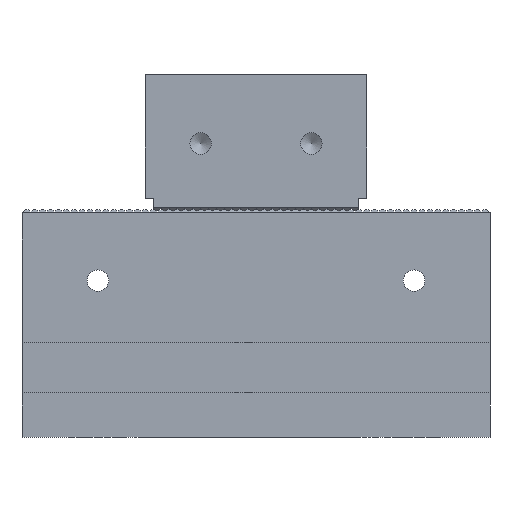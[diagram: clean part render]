
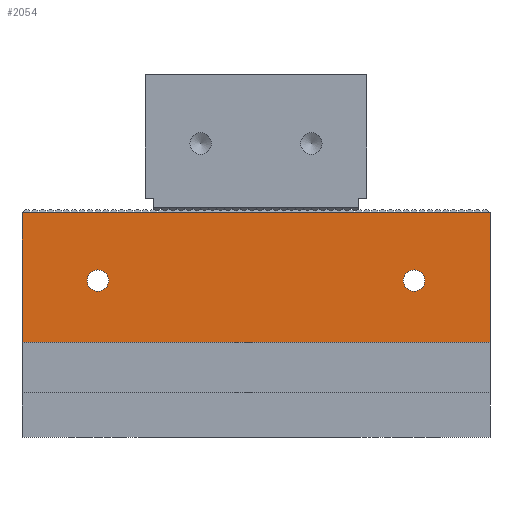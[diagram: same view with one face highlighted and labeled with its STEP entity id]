
A CAD part, left-side view. The second image highlights one B-rep face of the part: STEP entity #2054.
In plain terms, the highlighted planar face has unit normal (-1, 0, 0).
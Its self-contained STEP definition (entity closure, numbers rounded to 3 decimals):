
#2054 = ADVANCED_FACE( '', ( #4162, #4163, #4164 ), #4165, .F. );
#4162 = FACE_BOUND( '', #6247, .T. );
#4163 = FACE_BOUND( '', #6248, .T. );
#4164 = FACE_OUTER_BOUND( '', #6249, .T. );
#4165 = PLANE( '', #6250 );
#6247 = EDGE_LOOP( '', ( #12514 ) );
#6248 = EDGE_LOOP( '', ( #12515 ) );
#6249 = EDGE_LOOP( '', ( #12516, #12517, #12518, #12519, #12520, #12521 ) );
#6250 = AXIS2_PLACEMENT_3D( '', #12522, #12523, #12524 );
#12514 = ORIENTED_EDGE( '', *, *, #15006, .T. );
#12515 = ORIENTED_EDGE( '', *, *, #14903, .T. );
#12516 = ORIENTED_EDGE( '', *, *, #15033, .T. );
#12517 = ORIENTED_EDGE( '', *, *, #14941, .T. );
#12518 = ORIENTED_EDGE( '', *, *, #14137, .T. );
#12519 = ORIENTED_EDGE( '', *, *, #14747, .F. );
#12520 = ORIENTED_EDGE( '', *, *, #13676, .T. );
#12521 = ORIENTED_EDGE( '', *, *, #14204, .T. );
#12522 = CARTESIAN_POINT( '', ( -50., -74., 36. ) );
#12523 = DIRECTION( '', ( 1., 0., 0. ) );
#12524 = DIRECTION( '', ( 0., 0., -1. ) );
#13676 = EDGE_CURVE( '', #16977, #16974, #16978, .T. );
#14137 = EDGE_CURVE( '', #17665, #17663, #17666, .T. );
#14204 = EDGE_CURVE( '', #16974, #17750, #17752, .T. );
#14747 = EDGE_CURVE( '', #16977, #17663, #18457, .T. );
#14903 = EDGE_CURVE( '', #18631, #18631, #18632, .T. );
#14941 = EDGE_CURVE( '', #18670, #17665, #18671, .T. );
#15006 = EDGE_CURVE( '', #18736, #18736, #18737, .T. );
#15033 = EDGE_CURVE( '', #17750, #18670, #18764, .T. );
#16974 = VERTEX_POINT( '', #21583 );
#16977 = VERTEX_POINT( '', #21587 );
#16978 = LINE( '', #21588, #21589 );
#17663 = VERTEX_POINT( '', #22617 );
#17665 = VERTEX_POINT( '', #22620 );
#17666 = LINE( '', #22621, #22622 );
#17750 = VERTEX_POINT( '', #22747 );
#17752 = LINE( '', #22750, #22751 );
#18457 = LINE( '', #23827, #23828 );
#18631 = VERTEX_POINT( '', #24062 );
#18632 = CIRCLE( '', #24063, 3.4 );
#18670 = VERTEX_POINT( '', #24113 );
#18671 = LINE( '', #24114, #24115 );
#18736 = VERTEX_POINT( '', #24198 );
#18737 = CIRCLE( '', #24199, 3.4 );
#18764 = LINE( '', #24228, #24229 );
#21583 = CARTESIAN_POINT( '', ( -50., -73.925, 35. ) );
#21587 = CARTESIAN_POINT( '', ( -50., -74., 34.925 ) );
#21588 = CARTESIAN_POINT( '', ( -50., -74., 34.925 ) );
#21589 = VECTOR( '', #25259, 1000. );
#22617 = CARTESIAN_POINT( '', ( -50., -74., -6. ) );
#22620 = CARTESIAN_POINT( '', ( -50., 74., -6. ) );
#22621 = CARTESIAN_POINT( '', ( -50., 74., -6. ) );
#22622 = VECTOR( '', #25679, 1000. );
#22747 = CARTESIAN_POINT( '', ( -50., 73.925, 35. ) );
#22750 = CARTESIAN_POINT( '', ( -50., -74., 35. ) );
#22751 = VECTOR( '', #25728, 1000. );
#23827 = CARTESIAN_POINT( '', ( -50., -74., 36. ) );
#23828 = VECTOR( '', #26139, 1000. );
#24062 = CARTESIAN_POINT( '', ( -50., -46.6, 13.5 ) );
#24063 = AXIS2_PLACEMENT_3D( '', #26230, #26231, #26232 );
#24113 = CARTESIAN_POINT( '', ( -50., 74., 34.925 ) );
#24114 = CARTESIAN_POINT( '', ( -50., 74., 36. ) );
#24115 = VECTOR( '', #26245, 1000. );
#24198 = CARTESIAN_POINT( '', ( -50., 53.4, 13.5 ) );
#24199 = AXIS2_PLACEMENT_3D( '', #26264, #26265, #26266 );
#24228 = CARTESIAN_POINT( '', ( -50., 72.925, 36. ) );
#24229 = VECTOR( '', #26269, 1000. );
#25259 = DIRECTION( '', ( 0., 0.707, 0.707 ) );
#25679 = DIRECTION( '', ( 0., -1., 0. ) );
#25728 = DIRECTION( '', ( 0., 1., 0. ) );
#26139 = DIRECTION( '', ( 0., 0., -1. ) );
#26230 = CARTESIAN_POINT( '', ( -50., -50., 13.5 ) );
#26231 = DIRECTION( '', ( 1., 0., 0. ) );
#26232 = DIRECTION( '', ( 0., 1., 0. ) );
#26245 = DIRECTION( '', ( 0., 0., -1. ) );
#26264 = CARTESIAN_POINT( '', ( -50., 50., 13.5 ) );
#26265 = DIRECTION( '', ( 1., 0., 0. ) );
#26266 = DIRECTION( '', ( 0., 1., 0. ) );
#26269 = DIRECTION( '', ( 0., 0.707, -0.707 ) );
